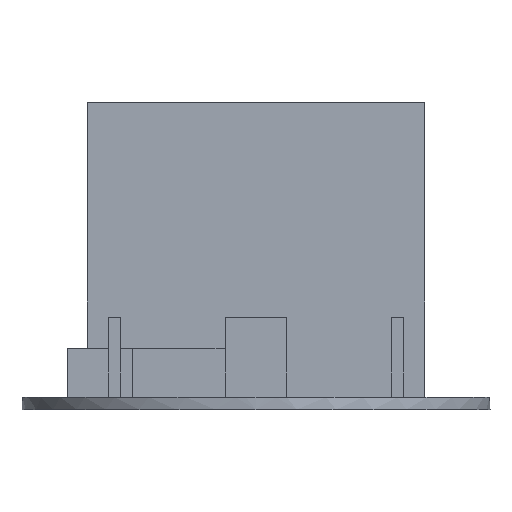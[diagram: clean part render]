
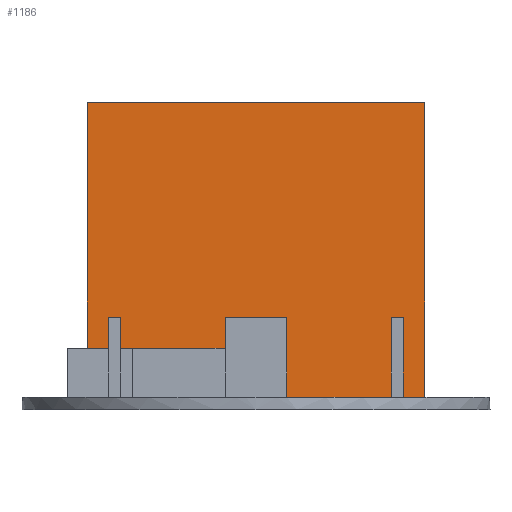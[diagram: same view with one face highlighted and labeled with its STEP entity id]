
A CAD part, left-side view. The second image highlights one B-rep face of the part: STEP entity #1186.
In plain terms, the highlighted planar face has unit normal (-1, 0, 0).
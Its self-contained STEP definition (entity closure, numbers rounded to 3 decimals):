
#73=FACE_OUTER_BOUND('',#145,.T.);
#145=EDGE_LOOP('',(#963,#964,#965,#966,#967,#968));
#277=LINE('',#1829,#434);
#289=LINE('',#1854,#446);
#290=LINE('',#1855,#447);
#291=LINE('',#1857,#448);
#292=LINE('',#1859,#449);
#293=LINE('',#1860,#450);
#434=VECTOR('',#1489,10.);
#446=VECTOR('',#1503,10.);
#447=VECTOR('',#1504,10.);
#448=VECTOR('',#1505,10.);
#449=VECTOR('',#1506,10.);
#450=VECTOR('',#1507,10.);
#565=VERTEX_POINT('',#1826);
#566=VERTEX_POINT('',#1828);
#577=VERTEX_POINT('',#1852);
#578=VERTEX_POINT('',#1853);
#579=VERTEX_POINT('',#1856);
#580=VERTEX_POINT('',#1858);
#705=EDGE_CURVE('',#565,#566,#277,.T.);
#717=EDGE_CURVE('',#577,#578,#289,.T.);
#718=EDGE_CURVE('',#566,#577,#290,.T.);
#719=EDGE_CURVE('',#565,#579,#291,.T.);
#720=EDGE_CURVE('',#580,#579,#292,.T.);
#721=EDGE_CURVE('',#578,#580,#293,.T.);
#963=ORIENTED_EDGE('',*,*,#717,.F.);
#964=ORIENTED_EDGE('',*,*,#718,.F.);
#965=ORIENTED_EDGE('',*,*,#705,.F.);
#966=ORIENTED_EDGE('',*,*,#719,.T.);
#967=ORIENTED_EDGE('',*,*,#720,.F.);
#968=ORIENTED_EDGE('',*,*,#721,.F.);
#1127=PLANE('',#1268);
#1186=ADVANCED_FACE('',(#73),#1127,.T.);
#1268=AXIS2_PLACEMENT_3D('',#1851,#1501,#1502);
#1489=DIRECTION('',(0.,1.,0.));
#1501=DIRECTION('center_axis',(-1.,0.,0.));
#1502=DIRECTION('ref_axis',(0.,-1.,0.));
#1503=DIRECTION('',(0.,1.,0.));
#1504=DIRECTION('',(0.,0.,1.));
#1505=DIRECTION('',(0.,0.,1.));
#1506=DIRECTION('',(0.,-1.,0.));
#1507=DIRECTION('',(0.,0.,1.));
#1826=CARTESIAN_POINT('',(23.387,-27.5,2.));
#1828=CARTESIAN_POINT('',(23.387,26.75,2.));
#1829=CARTESIAN_POINT('',(23.387,-27.5,2.));
#1851=CARTESIAN_POINT('Origin',(23.387,27.5,0.));
#1852=CARTESIAN_POINT('',(23.387,26.75,10.));
#1853=CARTESIAN_POINT('',(23.387,27.5,10.));
#1854=CARTESIAN_POINT('',(23.387,-27.5,10.));
#1855=CARTESIAN_POINT('',(23.387,26.75,0.));
#1856=CARTESIAN_POINT('',(23.387,-27.5,50.));
#1857=CARTESIAN_POINT('',(23.387,-27.5,0.));
#1858=CARTESIAN_POINT('',(23.387,27.5,50.));
#1859=CARTESIAN_POINT('',(23.387,-27.5,50.));
#1860=CARTESIAN_POINT('',(23.387,27.5,0.));
